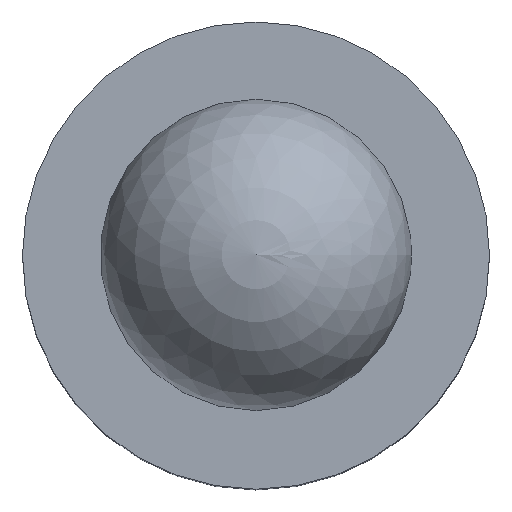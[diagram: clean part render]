
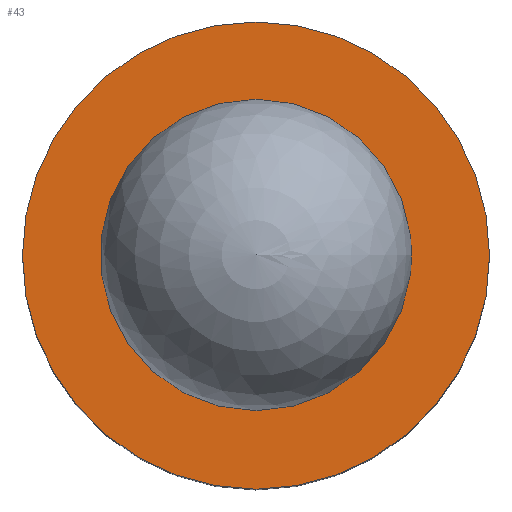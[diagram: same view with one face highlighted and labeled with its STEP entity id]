
A CAD part, top view. The second image highlights one B-rep face of the part: STEP entity #43.
In plain terms, the highlighted planar face has unit normal (0, 0, 1).
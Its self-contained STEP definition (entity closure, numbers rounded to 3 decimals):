
#43 = ADVANCED_FACE( '', ( #85, #86 ), #87, .T. );
#85 = FACE_BOUND( '', #119, .T. );
#86 = FACE_OUTER_BOUND( '', #120, .T. );
#87 = PLANE( '', #121 );
#119 = EDGE_LOOP( '', ( #159 ) );
#120 = EDGE_LOOP( '', ( #160 ) );
#121 = AXIS2_PLACEMENT_3D( '', #161, #162, #163 );
#159 = ORIENTED_EDGE( '', *, *, #175, .T. );
#160 = ORIENTED_EDGE( '', *, *, #173, .T. );
#161 = CARTESIAN_POINT( '', ( 0., 0., 3.5 ) );
#162 = DIRECTION( '', ( 0., 0., 1. ) );
#163 = DIRECTION( '', ( 1., 0., 0. ) );
#173 = EDGE_CURVE( '', #190, #190, #191, .T. );
#175 = EDGE_CURVE( '', #193, #193, #194, .F. );
#190 = VERTEX_POINT( '', #209 );
#191 = CIRCLE( '', #210, 6. );
#193 = VERTEX_POINT( '', #212 );
#194 = CIRCLE( '', #213, 2.2 );
#209 = CARTESIAN_POINT( '', ( 6., 0., 3.5 ) );
#210 = AXIS2_PLACEMENT_3D( '', #228, #229, #230 );
#212 = CARTESIAN_POINT( '', ( 2.2, 0., 3.5 ) );
#213 = AXIS2_PLACEMENT_3D( '', #231, #232, #233 );
#228 = CARTESIAN_POINT( '', ( 0., 0., 3.5 ) );
#229 = DIRECTION( '', ( 0., 0., 1. ) );
#230 = DIRECTION( '', ( 1., 0., 0. ) );
#231 = CARTESIAN_POINT( '', ( 0., 0., 3.5 ) );
#232 = DIRECTION( '', ( 0., 0., 1. ) );
#233 = DIRECTION( '', ( 1., 0., 0. ) );
